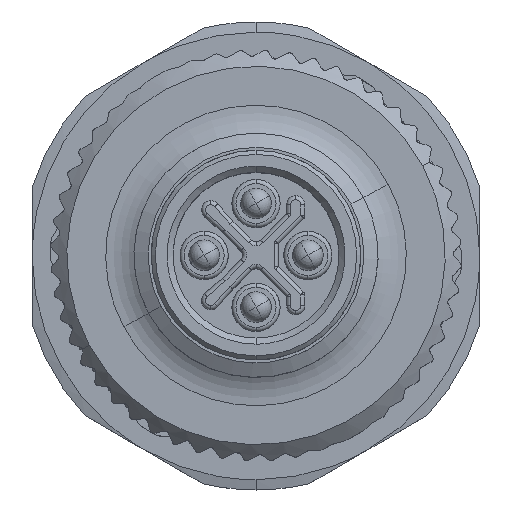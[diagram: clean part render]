
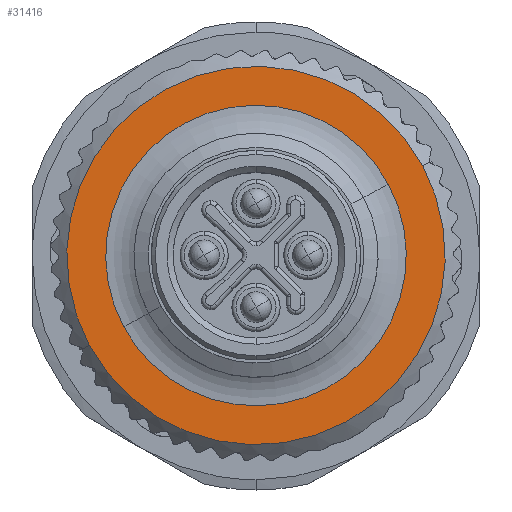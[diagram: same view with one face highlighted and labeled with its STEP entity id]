
A CAD part, top view. The second image highlights one B-rep face of the part: STEP entity #31416.
In plain terms, the highlighted planar face has unit normal (0, 0, 1).
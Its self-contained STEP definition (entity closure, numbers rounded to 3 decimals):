
#26051=AXIS2_PLACEMENT_3D('Circle Axis2P3D',#26049,#26050,$) ;
#27080=AXIS2_PLACEMENT_3D('Circle Axis2P3D',#27078,#27079,$) ;
#31356=AXIS2_PLACEMENT_3D('Plane Axis2P3D',#31353,#31354,#31355) ;
#25117=CARTESIAN_POINT('Vertex',(19.187,15.912,21.8)) ;
#26046=CARTESIAN_POINT('Vertex',(2.813,7.088,21.8)) ;
#26049=CARTESIAN_POINT('Axis2P3D Location',(11.,11.5,21.8)) ;
#27078=CARTESIAN_POINT('Axis2P3D Location',(11.,11.5,21.8)) ;
#31353=CARTESIAN_POINT('Axis2P3D Location',(11.,11.5,21.8)) ;
#31363=CARTESIAN_POINT('Control Point',(17.503,15.004,21.8)) ;
#31364=CARTESIAN_POINT('Control Point',(17.881,14.301,21.8)) ;
#31365=CARTESIAN_POINT('Control Point',(18.165,13.546,21.8)) ;
#31366=CARTESIAN_POINT('Control Point',(18.345,12.757,21.8)) ;
#31367=CARTESIAN_POINT('Control Point',(18.486,11.151,21.8)) ;
#31368=CARTESIAN_POINT('Control Point',(18.196,9.566,21.8)) ;
#31369=CARTESIAN_POINT('Control Point',(17.944,8.797,21.8)) ;
#31370=CARTESIAN_POINT('Control Point',(17.239,7.347,21.8)) ;
#31371=CARTESIAN_POINT('Control Point',(16.174,6.137,21.8)) ;
#31372=CARTESIAN_POINT('Control Point',(15.562,5.608,21.8)) ;
#31373=CARTESIAN_POINT('Control Point',(14.211,4.728,21.8)) ;
#31374=CARTESIAN_POINT('Control Point',(12.675,4.239,21.8)) ;
#31375=CARTESIAN_POINT('Control Point',(11.878,4.1,21.8)) ;
#31376=CARTESIAN_POINT('Control Point',(10.267,4.041,21.8)) ;
#31377=CARTESIAN_POINT('Control Point',(8.698,4.413,21.8)) ;
#31378=CARTESIAN_POINT('Control Point',(7.943,4.704,21.8)) ;
#31379=CARTESIAN_POINT('Control Point',(6.666,5.409,21.8)) ;
#31380=CARTESIAN_POINT('Control Point',(5.6,6.398,21.8)) ;
#31381=CARTESIAN_POINT('Control Point',(5.173,6.891,21.8)) ;
#31382=CARTESIAN_POINT('Control Point',(4.804,7.427,21.8)) ;
#31383=CARTESIAN_POINT('Control Point',(4.497,7.996,21.8)) ;
#31384=CARTESIAN_POINT('Vertex',(17.503,15.004,21.8)) ;
#31386=CARTESIAN_POINT('Vertex',(4.497,7.996,21.8)) ;
#31390=CARTESIAN_POINT('Control Point',(4.497,7.996,21.8)) ;
#31391=CARTESIAN_POINT('Control Point',(4.119,8.699,21.8)) ;
#31392=CARTESIAN_POINT('Control Point',(3.835,9.454,21.8)) ;
#31393=CARTESIAN_POINT('Control Point',(3.655,10.243,21.8)) ;
#31394=CARTESIAN_POINT('Control Point',(3.514,11.849,21.8)) ;
#31395=CARTESIAN_POINT('Control Point',(3.804,13.434,21.8)) ;
#31396=CARTESIAN_POINT('Control Point',(4.056,14.203,21.8)) ;
#31397=CARTESIAN_POINT('Control Point',(4.761,15.653,21.8)) ;
#31398=CARTESIAN_POINT('Control Point',(5.826,16.863,21.8)) ;
#31399=CARTESIAN_POINT('Control Point',(6.438,17.392,21.8)) ;
#31400=CARTESIAN_POINT('Control Point',(7.789,18.272,21.8)) ;
#31401=CARTESIAN_POINT('Control Point',(9.325,18.761,21.8)) ;
#31402=CARTESIAN_POINT('Control Point',(10.122,18.9,21.8)) ;
#31403=CARTESIAN_POINT('Control Point',(11.733,18.959,21.8)) ;
#31404=CARTESIAN_POINT('Control Point',(13.302,18.587,21.8)) ;
#31405=CARTESIAN_POINT('Control Point',(14.057,18.296,21.8)) ;
#31406=CARTESIAN_POINT('Control Point',(15.334,17.591,21.8)) ;
#31407=CARTESIAN_POINT('Control Point',(16.4,16.602,21.8)) ;
#31408=CARTESIAN_POINT('Control Point',(16.827,16.109,21.8)) ;
#31409=CARTESIAN_POINT('Control Point',(17.196,15.573,21.8)) ;
#31410=CARTESIAN_POINT('Control Point',(17.503,15.004,21.8)) ;
#26050=DIRECTION('Axis2P3D Direction',(0.,0.,-1.)) ;
#27079=DIRECTION('Axis2P3D Direction',(0.,0.,-1.)) ;
#31354=DIRECTION('Axis2P3D Direction',(0.,0.,1.)) ;
#31355=DIRECTION('Axis2P3D XDirection',(0.88,0.474,0.)) ;
#31359=ORIENTED_EDGE('',*,*,#26053,.T.) ;
#31360=ORIENTED_EDGE('',*,*,#27082,.T.) ;
#31413=ORIENTED_EDGE('',*,*,#31388,.T.) ;
#31414=ORIENTED_EDGE('',*,*,#31411,.T.) ;
#31415=FACE_BOUND('',#31412,.T.) ;
#31416=ADVANCED_FACE('Hauptk\X2\00F6\X0\rper',(#31361,#31415),#31357,.T.) ;
#31362=B_SPLINE_CURVE_WITH_KNOTS('',5,(#31363,#31364,#31365,#31366,#31367,#31368,#31369,#31370,#31371,#31372,#31373,#31374,#31375,#31376,#31377,#31378,#31379,#31380,#31381,#31382,#31383),.UNSPECIFIED.,.F.,.U.,(6,3,3,3,3,3,6),(0.,5.665,11.33,16.995,22.66,28.325,32.912),.UNSPECIFIED.) ;
#31389=B_SPLINE_CURVE_WITH_KNOTS('',5,(#31390,#31391,#31392,#31393,#31394,#31395,#31396,#31397,#31398,#31399,#31400,#31401,#31402,#31403,#31404,#31405,#31406,#31407,#31408,#31409,#31410),.UNSPECIFIED.,.F.,.U.,(6,3,3,3,3,3,6),(0.,5.665,11.33,16.995,22.66,28.325,32.912),.UNSPECIFIED.) ;
#26052=CIRCLE('generated circle',#26051,9.3) ;
#27081=CIRCLE('generated circle',#27080,9.3) ;
#26053=EDGE_CURVE('',#25118,#26047,#26052,.F.) ;
#27082=EDGE_CURVE('',#26047,#25118,#27081,.F.) ;
#31388=EDGE_CURVE('',#31385,#31387,#31362,.T.) ;
#31411=EDGE_CURVE('',#31387,#31385,#31389,.T.) ;
#31358=EDGE_LOOP('',(#31359,#31360)) ;
#31412=EDGE_LOOP('',(#31413,#31414)) ;
#31361=FACE_OUTER_BOUND('',#31358,.T.) ;
#31357=PLANE('',#31356) ;
#25118=VERTEX_POINT('',#25117) ;
#26047=VERTEX_POINT('',#26046) ;
#31385=VERTEX_POINT('',#31384) ;
#31387=VERTEX_POINT('',#31386) ;
